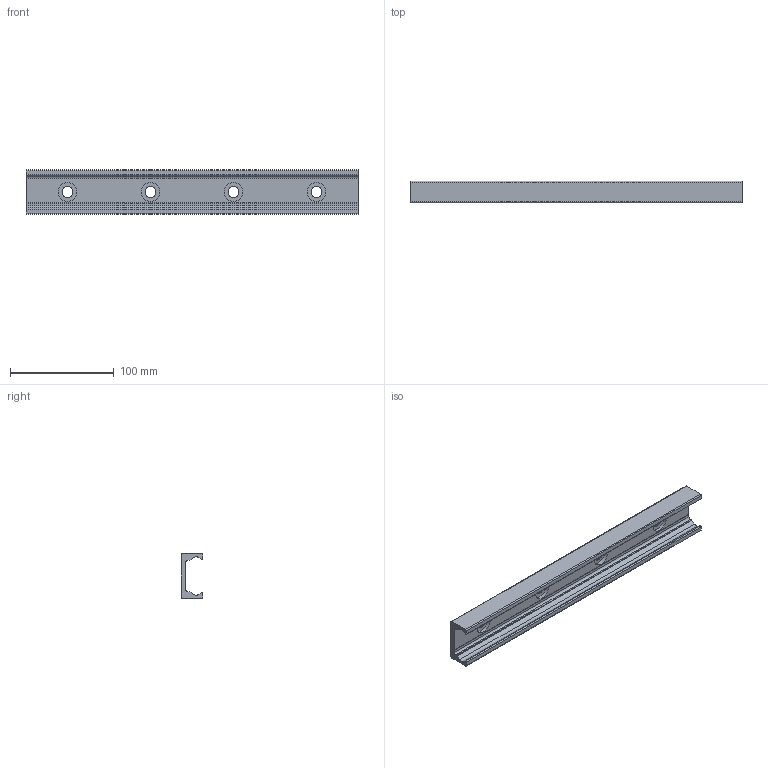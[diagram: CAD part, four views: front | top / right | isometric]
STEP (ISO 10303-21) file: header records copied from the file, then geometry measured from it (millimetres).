
FILE_DESCRIPTION((''),'2;1');
FILE_NAME('LCX 43-0320.C.stp','2016-04-28T09:19:34',('MRathmann'),(''),'Autodesk Inventor 2012','Autodesk Inventor 2012','');
FILE_SCHEMA(('CONFIG_CONTROL_DESIGN'));
Length unit declared in the file: millimetre
Products named in the file (1): LCX 43-0320.C
Bounding box: 320 x 21 x 43 mm (x, y, z)
Volume: 108003.5 mm3; surface area: 51888.4 mm2
Topology: 1 solids, 1 shells, 40 faces, 106 edges, 72 vertices
Faces by surface type: cylinder 21, plane 19
Full cylindrical faces by diameter (mm): 10.5 x4, 18 x4
Entity records: 1230 total; most frequent: DIRECTION 218, CARTESIAN_POINT 203, ORIENTED_EDGE 188, EDGE_CURVE 94, AXIS2_PLACEMENT_3D 83, VERTEX_POINT 68, EDGE_LOOP 60, VECTOR 52
